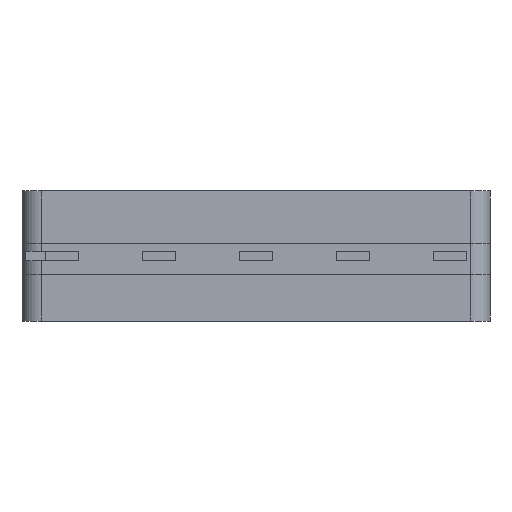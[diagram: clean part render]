
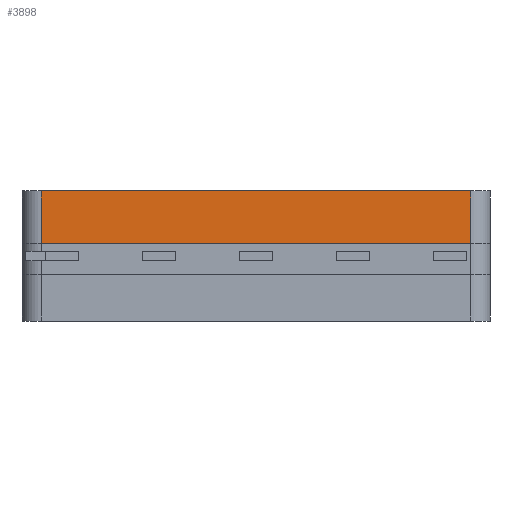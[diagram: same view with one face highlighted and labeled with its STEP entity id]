
A CAD part, left-side view. The second image highlights one B-rep face of the part: STEP entity #3898.
In plain terms, the highlighted face is planar.
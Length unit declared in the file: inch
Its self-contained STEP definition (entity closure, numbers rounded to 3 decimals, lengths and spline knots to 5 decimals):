
#3691=DIRECTION('',(1.,0.,0.));
#3692=VECTOR('',#3691,0.221);
#3693=CARTESIAN_POINT('',(-0.1105,0.,0.1205));
#3694=LINE('',#3693,#3692);
#3698=DIRECTION('',(0.,-1.,0.));
#3699=VECTOR('',#3698,0.027);
#3700=CARTESIAN_POINT('',(0.1105,0.027,0.1205));
#3701=LINE('',#3700,#3699);
#3705=DIRECTION('',(0.,-1.,0.));
#3706=VECTOR('',#3705,0.027);
#3707=CARTESIAN_POINT('',(-0.1105,0.027,0.1205));
#3708=LINE('',#3707,#3706);
#3762=DIRECTION('',(1.,0.,0.));
#3763=VECTOR('',#3762,0.221);
#3764=CARTESIAN_POINT('',(-0.1105,0.027,0.1205));
#3765=LINE('',#3764,#3763);
#3815=CARTESIAN_POINT('',(0.1105,0.,0.1205));
#3817=VERTEX_POINT('',#3815);
#3818=CARTESIAN_POINT('',(0.1105,0.027,0.1205));
#3819=VERTEX_POINT('',#3818);
#3838=CARTESIAN_POINT('',(-0.1105,0.,0.1205));
#3840=VERTEX_POINT('',#3838);
#3844=CARTESIAN_POINT('',(-0.1105,0.027,0.1205));
#3845=VERTEX_POINT('',#3844);
#3885=CARTESIAN_POINT('',(-0.1205,0.,0.1205));
#3886=DIRECTION('',(0.,0.,1.));
#3887=DIRECTION('',(1.,0.,0.));
#3888=AXIS2_PLACEMENT_3D('',#3885,#3886,#3887);
#3889=PLANE('',#3888);
#3890=ORIENTED_EDGE('',*,*,#3876,.T.);
#3891=ORIENTED_EDGE('',*,*,#3865,.F.);
#3893=ORIENTED_EDGE('',*,*,#3892,.F.);
#3895=ORIENTED_EDGE('',*,*,#3894,.T.);
#3896=EDGE_LOOP('',(#3890,#3891,#3893,#3895));
#3897=FACE_OUTER_BOUND('',#3896,.F.);
#3865=EDGE_CURVE('',#3840,#3817,#3694,.T.);
#3876=EDGE_CURVE('',#3819,#3817,#3701,.T.);
#3892=EDGE_CURVE('',#3845,#3840,#3708,.T.);
#3894=EDGE_CURVE('',#3845,#3819,#3765,.T.);
#3898=ADVANCED_FACE('',(#3897),#3889,.T.);
